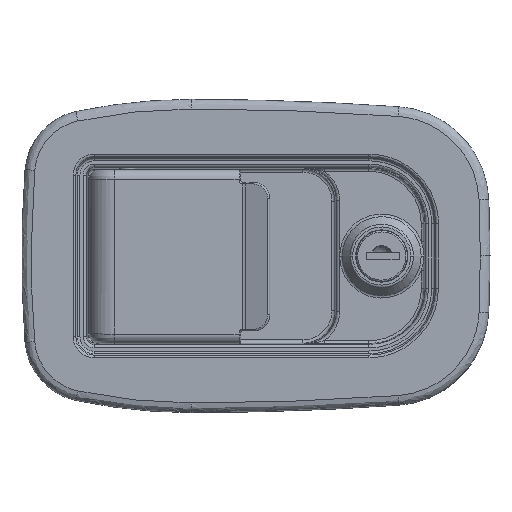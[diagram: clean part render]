
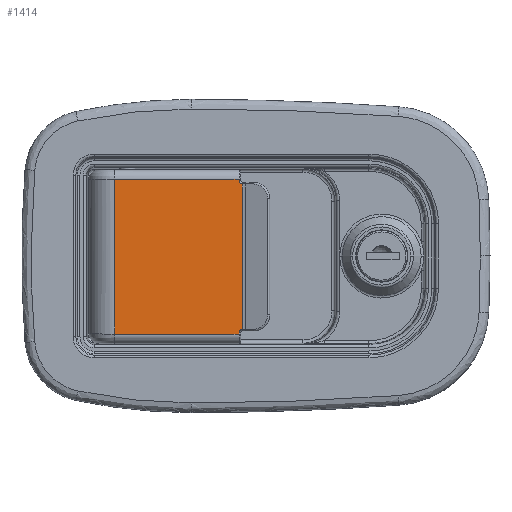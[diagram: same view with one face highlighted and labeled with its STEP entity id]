
A CAD part, top view. The second image highlights one B-rep face of the part: STEP entity #1414.
In plain terms, the highlighted planar face has unit normal (0, 0, 1).
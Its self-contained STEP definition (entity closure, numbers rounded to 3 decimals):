
#1414=ADVANCED_FACE('',(#3254),#3255,.T.);
#3254=FACE_OUTER_BOUND('',#11270,.T.);
#3255=PLANE('',#11271);
#11270=EDGE_LOOP('',(#28078,#28079,#28080,#28081,#28082,#28083,#28084,#28085));
#11271=AXIS2_PLACEMENT_3D('',#28086,#28087,#28088);
#28078=ORIENTED_EDGE('',*,*,#36428,.T.);
#28079=ORIENTED_EDGE('',*,*,#36234,.T.);
#28080=ORIENTED_EDGE('',*,*,#36071,.T.);
#28081=ORIENTED_EDGE('',*,*,#36195,.T.);
#28082=ORIENTED_EDGE('',*,*,#36193,.T.);
#28083=ORIENTED_EDGE('',*,*,#36197,.T.);
#28084=ORIENTED_EDGE('',*,*,#35852,.T.);
#28085=ORIENTED_EDGE('',*,*,#36219,.T.);
#28086=CARTESIAN_POINT('',(3.3,-27.216,0.));
#28087=DIRECTION('',(0.0,0.0,1.0));
#28088=DIRECTION('',(1.0,0.0,0.0));
#35852=EDGE_CURVE('',#39656,#39654,#39657,.T.);
#36071=EDGE_CURVE('',#40062,#40060,#40063,.T.);
#36193=EDGE_CURVE('',#40253,#39797,#40256,.T.);
#36195=EDGE_CURVE('',#40060,#40253,#40258,.T.);
#36197=EDGE_CURVE('',#39797,#39656,#40260,.T.);
#36219=EDGE_CURVE('',#39654,#40296,#40297,.T.);
#36234=EDGE_CURVE('',#40319,#40062,#40320,.T.);
#36428=EDGE_CURVE('',#40296,#40319,#40575,.T.);
#39654=VERTEX_POINT('',#46587);
#39656=VERTEX_POINT('',#46631);
#39657=LINE('',#46632,#46633);
#39797=VERTEX_POINT('',#47195);
#40060=VERTEX_POINT('',#48201);
#40062=VERTEX_POINT('',#48206);
#40063=LINE('',#48207,#48208);
#40253=VERTEX_POINT('',#48962);
#40256=LINE('',#48966,#48967);
#40258=B_SPLINE_CURVE_WITH_KNOTS('',3,(#48969,#48970,#48971,#48972,#48973,#48974,#48975,#48976,#48977,#48978,#48979,#48980,#48981,#48982,#48983,#48984,#48985,#48986),.UNSPECIFIED.,.F.,.F.,(4,1,1,2,2,2,1,1,2,2,4),(0.0,0.125,0.187,0.219,0.25,0.5,0.625,0.687,0.719,0.75,1.0),.UNSPECIFIED.);
#40260=LINE('',#48988,#48989);
#40296=VERTEX_POINT('',#49066);
#40297=LINE('',#49067,#49068);
#40319=VERTEX_POINT('',#49210);
#40320=B_SPLINE_CURVE_WITH_KNOTS('',3,(#49211,#49212,#49213,#49214,#49215,#49216,#49217,#49218,#49219,#49220,#49221,#49222,#49223,#49224,#49225,#49226,#49227,#49228),.UNSPECIFIED.,.F.,.F.,(4,1,1,2,2,2,1,1,2,2,4),(0.0,0.125,0.188,0.219,0.25,0.5,0.625,0.688,0.719,0.75,1.0),.UNSPECIFIED.);
#40575=LINE('',#50410,#50411);
#46587=CARTESIAN_POINT('',(-43.7,-24.163,0.));
#46631=CARTESIAN_POINT('',(-43.7,23.731,0.));
#46632=CARTESIAN_POINT('',(-43.7,-27.216,0.));
#46633=VECTOR('',#67353,1.0);
#47195=CARTESIAN_POINT('',(-5.2,23.731,0.));
#48201=CARTESIAN_POINT('',(-4.229,22.284,0.));
#48206=CARTESIAN_POINT('',(-4.229,-22.717,0.));
#48207=CARTESIAN_POINT('',(-4.229,-27.216,0.));
#48208=VECTOR('',#67608,1.0);
#48962=CARTESIAN_POINT('',(-5.2,23.284,0.));
#48966=CARTESIAN_POINT('',(-5.2,-27.216,0.));
#48967=VECTOR('',#67764,1.0);
#48969=CARTESIAN_POINT('',(-4.229,22.284,0.));
#48970=CARTESIAN_POINT('',(-4.291,22.286,0.));
#48971=CARTESIAN_POINT('',(-4.383,22.297,0.));
#48972=CARTESIAN_POINT('',(-4.487,22.325,0.));
#48973=CARTESIAN_POINT('',(-4.531,22.34,0.));
#48974=CARTESIAN_POINT('',(-4.56,22.351,0.));
#48975=CARTESIAN_POINT('',(-4.573,22.356,0.));
#48976=CARTESIAN_POINT('',(-4.713,22.415,0.));
#48977=CARTESIAN_POINT('',(-4.823,22.49,0.));
#48978=CARTESIAN_POINT('',(-4.964,22.635,0.));
#48979=CARTESIAN_POINT('',(-5.026,22.713,0.));
#48980=CARTESIAN_POINT('',(-5.084,22.814,0.));
#48981=CARTESIAN_POINT('',(-5.106,22.86,0.));
#48982=CARTESIAN_POINT('',(-5.119,22.89,0.));
#48983=CARTESIAN_POINT('',(-5.126,22.907,0.));
#48984=CARTESIAN_POINT('',(-5.177,23.038,0.));
#48985=CARTESIAN_POINT('',(-5.2,23.159,0.));
#48986=CARTESIAN_POINT('',(-5.2,23.284,0.));
#48988=CARTESIAN_POINT('',(3.3,23.731,0.));
#48989=VECTOR('',#67771,1.0);
#49066=CARTESIAN_POINT('',(-5.2,-24.163,0.));
#49067=CARTESIAN_POINT('',(3.3,-24.163,0.));
#49068=VECTOR('',#67803,1.0);
#49210=CARTESIAN_POINT('',(-5.2,-23.716,0.));
#49211=CARTESIAN_POINT('',(-5.2,-23.716,0.));
#49212=CARTESIAN_POINT('',(-5.2,-23.654,0.));
#49213=CARTESIAN_POINT('',(-5.192,-23.562,0.));
#49214=CARTESIAN_POINT('',(-5.167,-23.457,0.));
#49215=CARTESIAN_POINT('',(-5.153,-23.413,0.));
#49216=CARTESIAN_POINT('',(-5.143,-23.383,0.));
#49217=CARTESIAN_POINT('',(-5.138,-23.37,0.));
#49218=CARTESIAN_POINT('',(-5.083,-23.228,0.));
#49219=CARTESIAN_POINT('',(-5.011,-23.116,0.));
#49220=CARTESIAN_POINT('',(-4.87,-22.971,0.));
#49221=CARTESIAN_POINT('',(-4.794,-22.907,0.));
#49222=CARTESIAN_POINT('',(-4.695,-22.846,0.));
#49223=CARTESIAN_POINT('',(-4.65,-22.823,0.));
#49224=CARTESIAN_POINT('',(-4.62,-22.809,0.));
#49225=CARTESIAN_POINT('',(-4.603,-22.801,0.));
#49226=CARTESIAN_POINT('',(-4.474,-22.746,0.));
#49227=CARTESIAN_POINT('',(-4.354,-22.72,0.));
#49228=CARTESIAN_POINT('',(-4.229,-22.717,0.));
#50410=CARTESIAN_POINT('',(-5.2,-27.216,0.));
#50411=VECTOR('',#68062,1.0);
#67353=DIRECTION('',(0.0,-1.0,0.0));
#67608=DIRECTION('',(0.0,1.0,0.0));
#67764=DIRECTION('',(0.0,1.0,0.0));
#67771=DIRECTION('',(-1.0,0.0,0.0));
#67803=DIRECTION('',(1.0,0.0,0.0));
#68062=DIRECTION('',(0.0,1.0,0.0));
